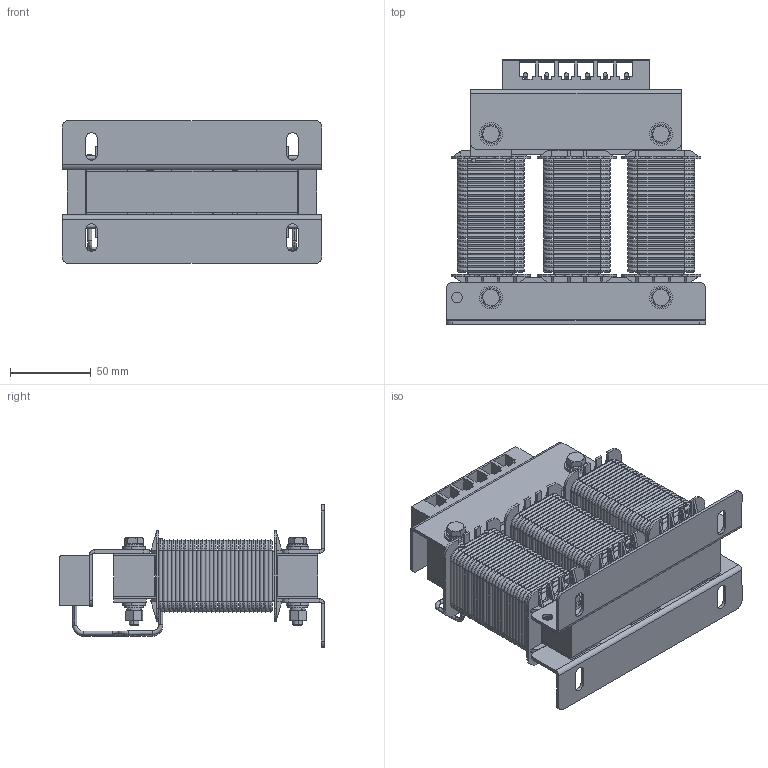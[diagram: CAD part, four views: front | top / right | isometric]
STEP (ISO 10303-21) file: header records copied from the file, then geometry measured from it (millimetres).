
FILE_DESCRIPTION (( 'STEP AP214' ), '1' );
FILE_NAME ('科达ACL-25-28-75上接线总装配.STEP', '2025-05-05T01:49:01', ( '' ), ( '' ), 'SwSTEP 2.0', 'SolidWorks 2024', '' );
FILE_SCHEMA (( 'AUTOMOTIVE_DESIGN' ));
Length unit declared in the file: millimetre
Products named in the file (16): 接线端子  TB2506; 柱铁25-75; 绝缘垫-6; 10A线圈 - 中; 上支架 130-35-30-2; 铝拉板126-25-1.5; 10A线圈; 扼铁130-25; 标准型弹簧垫圈-GBT93_6; 六角头螺栓-GBT5782_M6X50; 科达ACL-25-28-75上接线总装配; 10A线圈 - 右; 上支架 130-20-2; 下支架 160-26-30-2; 平垫圈_C级-GBT95_6; 1型六角螺母-GBT41_M6
Assembly tree (47 placements, depth 2):
  科达ACL-25-28-75上接线总装配
    扼铁130-25  x2
    铝拉板126-25-1.5  x6
    下支架 160-26-30-2  x2
    柱铁25-75  x3
    绝缘垫-6  x8
    平垫圈_C级-GBT95_6  x8
    六角头螺栓-GBT5782_M6X50  x4
    标准型弹簧垫圈-GBT93_6  x4
    1型六角螺母-GBT41_M6  x4
    上支架 130-20-2
    上支架 130-35-30-2
    接线端子  TB2506
    10A线圈
    10A线圈 - 右
    10A线圈 - 中
Bounding box: 160 x 163.5 x 88.3 mm (x, y, z)
Volume: 548736.2 mm3; surface area: 365026.6 mm2
Topology: 128 solids, 128 shells, 2790 faces, 7008 edges, 4325 vertices
Faces by surface type: cylinder 1256, plane 758, torus 704, cone 72
Entity records: 74935 total; most frequent: DIRECTION 14361, CARTESIAN_POINT 12721, ORIENTED_EDGE 12164, EDGE_CURVE 6082, AXIS2_PLACEMENT_3D 5909, VERTEX_POINT 3727, CIRCLE 3474, VECTOR 2543
